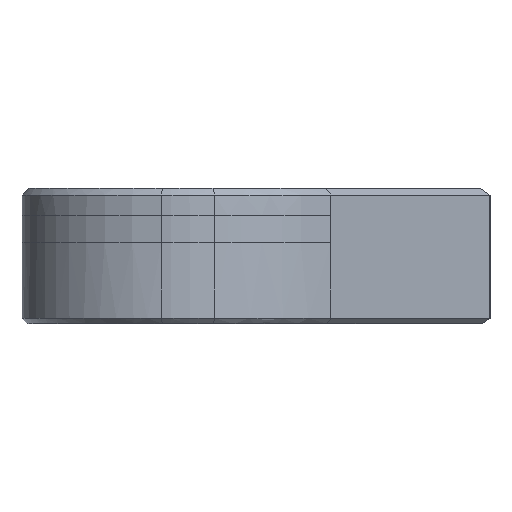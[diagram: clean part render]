
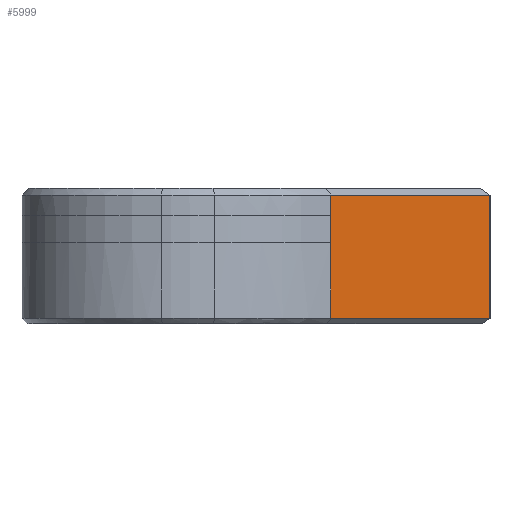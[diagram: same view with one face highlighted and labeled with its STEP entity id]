
A CAD part, left-side view. The second image highlights one B-rep face of the part: STEP entity #5999.
In plain terms, the highlighted planar face has unit normal (-0.666, -0.746, 0).
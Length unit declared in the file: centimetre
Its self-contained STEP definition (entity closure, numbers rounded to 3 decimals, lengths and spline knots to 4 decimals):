
#156=PLANE('',#6241);
#463=FACE_OUTER_BOUND('',#857,.T.);
#857=EDGE_LOOP('',(#4999,#5000,#5001,#5002,#5003,#5004));
#1215=LINE('',#12070,#1633);
#1235=LINE('',#12822,#1653);
#1249=LINE('',#13035,#1667);
#1277=LINE('',#13815,#1695);
#1280=LINE('',#13842,#1698);
#1281=LINE('',#13844,#1699);
#1633=VECTOR('',#6692,1.);
#1653=VECTOR('',#6732,1.);
#1667=VECTOR('',#6786,1.);
#1695=VECTOR('',#6830,1.);
#1698=VECTOR('',#6833,1.);
#1699=VECTOR('',#6836,1.);
#2605=VERTEX_POINT('',#12051);
#2608=VERTEX_POINT('',#12062);
#2646=VERTEX_POINT('',#12684);
#2652=VERTEX_POINT('',#12820);
#2691=VERTEX_POINT('',#13489);
#2696=VERTEX_POINT('',#13712);
#3340=EDGE_CURVE('',#2605,#2608,#1215,.T.);
#3402=EDGE_CURVE('',#2646,#2652,#1235,.T.);
#3432=EDGE_CURVE('',#2646,#2608,#1249,.T.);
#3488=EDGE_CURVE('',#2696,#2691,#1277,.T.);
#3491=EDGE_CURVE('',#2605,#2691,#1280,.T.);
#3492=EDGE_CURVE('',#2696,#2652,#1281,.T.);
#4999=ORIENTED_EDGE('',*,*,#3491,.F.);
#5000=ORIENTED_EDGE('',*,*,#3340,.T.);
#5001=ORIENTED_EDGE('',*,*,#3432,.F.);
#5002=ORIENTED_EDGE('',*,*,#3402,.T.);
#5003=ORIENTED_EDGE('',*,*,#3492,.F.);
#5004=ORIENTED_EDGE('',*,*,#3488,.T.);
#5999=ADVANCED_FACE('',(#463),#156,.F.);
#6241=AXIS2_PLACEMENT_3D('',#13843,#6834,#6835);
#6692=DIRECTION('',(0.,0.,-1.));
#6732=DIRECTION('',(0.746,-0.666,0.));
#6786=DIRECTION('',(0.,0.,1.));
#6830=DIRECTION('',(-0.746,0.666,0.));
#6833=DIRECTION('',(0.,0.,1.));
#6834=DIRECTION('center_axis',(0.666,0.746,0.));
#6835=DIRECTION('ref_axis',(-0.746,0.666,0.));
#6836=DIRECTION('',(0.,0.,-1.));
#12051=CARTESIAN_POINT('',(-3.1626,-2.4099,0.3));
#12062=CARTESIAN_POINT('',(-3.1626,-2.4099,0.1));
#12070=CARTESIAN_POINT('',(-3.1626,-2.4099,0.3));
#12684=CARTESIAN_POINT('',(-3.1626,-2.4099,-0.46));
#12820=CARTESIAN_POINT('',(-1.8462,-3.5842,-0.46));
#12822=CARTESIAN_POINT('',(-2.2891,-3.1891,-0.46));
#13035=CARTESIAN_POINT('',(-3.1626,-2.4099,0.1));
#13489=CARTESIAN_POINT('',(-3.1626,-2.4099,0.45));
#13712=CARTESIAN_POINT('',(-1.8462,-3.5842,0.45));
#13815=CARTESIAN_POINT('',(-2.2782,-3.1988,0.45));
#13842=CARTESIAN_POINT('',(-3.1626,-2.4099,0.3));
#13843=CARTESIAN_POINT('Origin',(-1.8462,-3.5842,0.3));
#13844=CARTESIAN_POINT('',(-1.8462,-3.5842,0.3));
